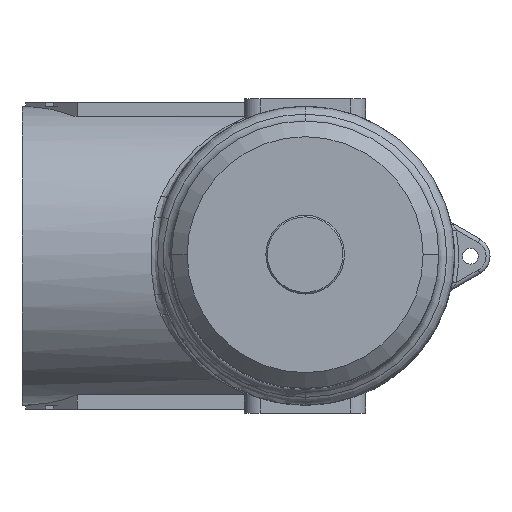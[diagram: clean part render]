
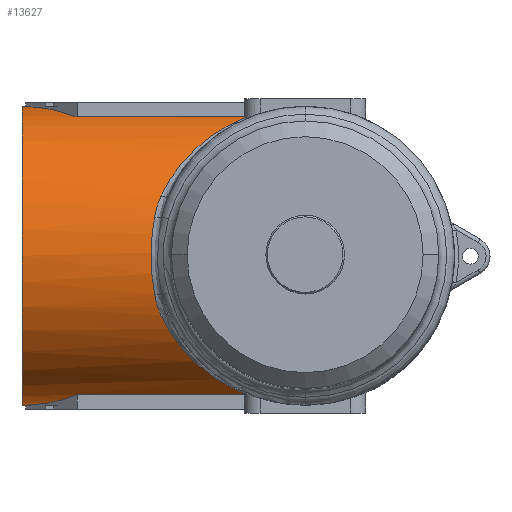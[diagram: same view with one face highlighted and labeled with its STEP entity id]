
A CAD part, top view. The second image highlights one B-rep face of the part: STEP entity #13627.
In plain terms, the highlighted cylindrical face has radius 19 mm (diameter 38 mm), a partial arc.
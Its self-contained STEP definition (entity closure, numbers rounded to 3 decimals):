
#13484=CARTESIAN_POINT('',(-36.,0.,0.));
#13485=DIRECTION('',(1.,0.,0.));
#13486=DIRECTION('',(-0.,1.,0.));
#13487=AXIS2_PLACEMENT_3D('',#13484,#13485,#13486);
#13488=CYLINDRICAL_SURFACE('',#13487,19.);
#13489=CARTESIAN_POINT('',(-19.143,4.939,18.347));
#13490=VERTEX_POINT('',#13489);
#13491=CARTESIAN_POINT('',(-18.336,7.588,17.419));
#13492=VERTEX_POINT('',#13491);
#13493=CARTESIAN_POINT('',(-19.143,4.939,18.347));
#13494=CARTESIAN_POINT('',(-18.971,5.872,18.096));
#13495=CARTESIAN_POINT('',(-18.717,6.757,17.781));
#13496=CARTESIAN_POINT('',(-18.336,7.588,17.419));
#13497=B_SPLINE_CURVE_WITH_KNOTS('',3,(#13493,#13494,#13495,#13496),.UNSPECIFIED.,.F.,.F.,(4,4),(0.,0.003),.UNSPECIFIED.);
#13498=EDGE_CURVE('NONE',#13490,#13492,#13497,.T.);
#13499=ORIENTED_EDGE('',*,*,#13498,.T.);
#13500=CARTESIAN_POINT('',(-7.664,17.55,7.281));
#13501=VERTEX_POINT('',#13500);
#13502=CARTESIAN_POINT('',(-18.336,7.588,17.419));
#13503=CARTESIAN_POINT('',(-17.838,8.674,16.946));
#13504=CARTESIAN_POINT('',(-17.223,9.735,16.362));
#13505=CARTESIAN_POINT('',(-16.499,10.739,15.674));
#13506=CARTESIAN_POINT('',(-15.774,11.744,14.985));
#13507=CARTESIAN_POINT('',(-14.94,12.691,14.193));
#13508=CARTESIAN_POINT('',(-14.018,13.552,13.317));
#13509=CARTESIAN_POINT('',(-13.095,14.414,12.44));
#13510=CARTESIAN_POINT('',(-12.083,15.189,11.479));
#13511=CARTESIAN_POINT('',(-11.014,15.86,10.463));
#13512=CARTESIAN_POINT('',(-9.944,16.53,9.447));
#13513=CARTESIAN_POINT('',(-8.816,17.096,8.375));
#13514=CARTESIAN_POINT('',(-7.664,17.55,7.281));
#13515=B_SPLINE_CURVE_WITH_KNOTS('',3,(#13502,#13503,#13504,#13505,#13506,#13507,#13508,#13509,#13510,#13511,#13512,#13513,#13514),.UNSPECIFIED.,.F.,.F.,(4,3,3,3,4),(3.552,3.744,3.936,4.127,4.319),.UNSPECIFIED.);
#13516=EDGE_CURVE('NONE',#13492,#13501,#13515,.T.);
#13517=ORIENTED_EDGE('',*,*,#13516,.T.);
#13518=CARTESIAN_POINT('',(-7.713,17.664,7.));
#13519=VERTEX_POINT('',#13518);
#13520=CARTESIAN_POINT('',(-7.664,17.55,7.281));
#13521=CARTESIAN_POINT('',(-7.687,17.588,7.189));
#13522=CARTESIAN_POINT('',(-7.703,17.626,7.095));
#13523=CARTESIAN_POINT('',(-7.713,17.664,7.));
#13524=B_SPLINE_CURVE_WITH_KNOTS('',3,(#13520,#13521,#13522,#13523),.UNSPECIFIED.,.F.,.F.,(4,4),(0.006,0.006),.UNSPECIFIED.);
#13525=EDGE_CURVE('NONE',#13501,#13519,#13524,.T.);
#13526=ORIENTED_EDGE('',*,*,#13525,.T.);
#13527=CARTESIAN_POINT('',(-29.,17.664,7.));
#13528=VERTEX_POINT('',#13527);
#13529=CARTESIAN_POINT('',(-29.,17.664,7.));
#13530=DIRECTION('',(1.,0.,0.));
#13531=VECTOR('',#13530,21.287);
#13532=LINE('',#13529,#13531);
#13533=EDGE_CURVE('NONE',#13528,#13519,#13532,.T.);
#13534=ORIENTED_EDGE('',*,*,#13533,.F.);
#13535=CARTESIAN_POINT('',(-36.,19.,-0.));
#13536=VERTEX_POINT('',#13535);
#13537=CARTESIAN_POINT('',(-29.,17.664,7.));
#13538=CARTESIAN_POINT('',(-31.235,18.549,4.765));
#13539=CARTESIAN_POINT('',(-33.596,19.,2.404));
#13540=CARTESIAN_POINT('',(-36.,19.,-0.));
#13541=(BOUNDED_CURVE()
B_SPLINE_CURVE(3,(#13537,#13538,#13539,#13540),.UNSPECIFIED.,.F.,.F.)
B_SPLINE_CURVE_WITH_KNOTS((4,4),(1.193,1.571),.UNSPECIFIED.)
CURVE()
GEOMETRIC_REPRESENTATION_ITEM()
RATIONAL_B_SPLINE_CURVE((1.,0.988,0.988,1.))
REPRESENTATION_ITEM(''));
#13542=EDGE_CURVE('NONE',#13528,#13536,#13541,.T.);
#13543=ORIENTED_EDGE('',*,*,#13542,.T.);
#13544=CARTESIAN_POINT('',(-36.,-19.,0.));
#13545=VERTEX_POINT('',#13544);
#13546=CARTESIAN_POINT('',(-36.,0.,0.));
#13547=DIRECTION('',(1.,0.,0.));
#13548=DIRECTION('',(-0.,1.,0.));
#13549=AXIS2_PLACEMENT_3D('',#13546,#13547,#13548);
#13550=CIRCLE('',#13549,19.);
#13551=EDGE_CURVE('NONE',#13536,#13545,#13550,.T.);
#13552=ORIENTED_EDGE('',*,*,#13551,.T.);
#13553=CARTESIAN_POINT('',(-29.,-17.664,7.));
#13554=VERTEX_POINT('',#13553);
#13555=CARTESIAN_POINT('',(-36.,-19.,-0.));
#13556=CARTESIAN_POINT('',(-33.596,-19.,2.404));
#13557=CARTESIAN_POINT('',(-31.235,-18.549,4.765));
#13558=CARTESIAN_POINT('',(-29.,-17.664,7.));
#13559=(BOUNDED_CURVE()
B_SPLINE_CURVE(3,(#13555,#13556,#13557,#13558),.UNSPECIFIED.,.F.,.F.)
B_SPLINE_CURVE_WITH_KNOTS((4,4),(4.712,5.09),.UNSPECIFIED.)
CURVE()
GEOMETRIC_REPRESENTATION_ITEM()
RATIONAL_B_SPLINE_CURVE((1.,0.988,0.988,1.))
REPRESENTATION_ITEM(''));
#13560=EDGE_CURVE('NONE',#13545,#13554,#13559,.T.);
#13561=ORIENTED_EDGE('',*,*,#13560,.T.);
#13562=CARTESIAN_POINT('',(-7.713,-17.664,7.));
#13563=VERTEX_POINT('',#13562);
#13564=CARTESIAN_POINT('',(-7.713,-17.664,7.));
#13565=DIRECTION('',(-1.,-0.,-0.));
#13566=VECTOR('',#13565,21.287);
#13567=LINE('',#13564,#13566);
#13568=EDGE_CURVE('NONE',#13563,#13554,#13567,.T.);
#13569=ORIENTED_EDGE('',*,*,#13568,.F.);
#13570=CARTESIAN_POINT('',(-7.664,-17.55,7.281));
#13571=VERTEX_POINT('',#13570);
#13572=CARTESIAN_POINT('',(-7.713,-17.664,7.));
#13573=CARTESIAN_POINT('',(-7.704,-17.626,7.094));
#13574=CARTESIAN_POINT('',(-7.687,-17.588,7.189));
#13575=CARTESIAN_POINT('',(-7.664,-17.55,7.281));
#13576=B_SPLINE_CURVE_WITH_KNOTS('',3,(#13572,#13573,#13574,#13575),.UNSPECIFIED.,.F.,.F.,(4,4),(0.007,0.007),.UNSPECIFIED.);
#13577=EDGE_CURVE('NONE',#13563,#13571,#13576,.T.);
#13578=ORIENTED_EDGE('',*,*,#13577,.T.);
#13579=CARTESIAN_POINT('',(-18.336,-7.588,17.419));
#13580=VERTEX_POINT('',#13579);
#13581=CARTESIAN_POINT('',(-7.664,-17.55,7.281));
#13582=CARTESIAN_POINT('',(-8.816,-17.096,8.375));
#13583=CARTESIAN_POINT('',(-9.944,-16.53,9.447));
#13584=CARTESIAN_POINT('',(-11.014,-15.86,10.463));
#13585=CARTESIAN_POINT('',(-12.083,-15.189,11.479));
#13586=CARTESIAN_POINT('',(-13.095,-14.414,12.44));
#13587=CARTESIAN_POINT('',(-14.018,-13.552,13.317));
#13588=CARTESIAN_POINT('',(-14.94,-12.691,14.193));
#13589=CARTESIAN_POINT('',(-15.774,-11.744,14.985));
#13590=CARTESIAN_POINT('',(-16.499,-10.739,15.674));
#13591=CARTESIAN_POINT('',(-17.223,-9.735,16.362));
#13592=CARTESIAN_POINT('',(-17.838,-8.674,16.946));
#13593=CARTESIAN_POINT('',(-18.336,-7.588,17.419));
#13594=B_SPLINE_CURVE_WITH_KNOTS('',3,(#13581,#13582,#13583,#13584,#13585,#13586,#13587,#13588,#13589,#13590,#13591,#13592,#13593),.UNSPECIFIED.,.F.,.F.,(4,3,3,3,4),(1.964,2.156,2.347,2.539,2.731),.UNSPECIFIED.);
#13595=EDGE_CURVE('NONE',#13571,#13580,#13594,.T.);
#13596=ORIENTED_EDGE('',*,*,#13595,.T.);
#13597=CARTESIAN_POINT('',(-19.143,-4.939,18.347));
#13598=VERTEX_POINT('',#13597);
#13599=CARTESIAN_POINT('',(-18.336,-7.588,17.419));
#13600=CARTESIAN_POINT('',(-18.717,-6.757,17.781));
#13601=CARTESIAN_POINT('',(-18.971,-5.872,18.096));
#13602=CARTESIAN_POINT('',(-19.143,-4.939,18.347));
#13603=B_SPLINE_CURVE_WITH_KNOTS('',3,(#13599,#13600,#13601,#13602),.UNSPECIFIED.,.F.,.F.,(4,4),(0.,0.003),.UNSPECIFIED.);
#13604=EDGE_CURVE('NONE',#13580,#13598,#13603,.T.);
#13605=ORIENTED_EDGE('',*,*,#13604,.T.);
#13606=CARTESIAN_POINT('',(-19.143,-4.939,18.347));
#13607=CARTESIAN_POINT('',(-19.292,-4.136,18.563));
#13608=CARTESIAN_POINT('',(-19.402,-3.324,18.725));
#13609=CARTESIAN_POINT('',(-19.475,-2.503,18.834));
#13610=CARTESIAN_POINT('',(-19.548,-1.681,18.944));
#13611=CARTESIAN_POINT('',(-19.585,-0.851,19.));
#13612=CARTESIAN_POINT('',(-19.585,-0.01,19.));
#13613=CARTESIAN_POINT('',(-19.585,0.41,19.));
#13614=CARTESIAN_POINT('',(-19.576,0.833,18.986));
#13615=CARTESIAN_POINT('',(-19.558,1.251,18.959));
#13616=CARTESIAN_POINT('',(-19.54,1.67,18.931));
#13617=CARTESIAN_POINT('',(-19.512,2.085,18.89));
#13618=CARTESIAN_POINT('',(-19.476,2.497,18.835));
#13619=CARTESIAN_POINT('',(-19.402,3.323,18.726));
#13620=CARTESIAN_POINT('',(-19.292,4.136,18.563));
#13621=CARTESIAN_POINT('',(-19.143,4.939,18.347));
#13622=B_SPLINE_CURVE_WITH_KNOTS('',3,(#13606,#13607,#13608,#13609,#13610,#13611,#13612,#13613,#13614,#13615,#13616,#13617,#13618,#13619,#13620,#13621),.UNSPECIFIED.,.F.,.F.,(4,3,3,3,3,4),(0.,0.002,0.005,0.006,0.007,0.01),.UNSPECIFIED.);
#13623=EDGE_CURVE('NONE',#13598,#13490,#13622,.T.);
#13624=ORIENTED_EDGE('',*,*,#13623,.T.);
#13625=EDGE_LOOP('',(#13499,#13517,#13526,#13534,#13543,#13552,#13561,#13569,#13578,#13596,#13605,#13624));
#13626=FACE_BOUND('',#13625,.T.);
#13627=ADVANCED_FACE('NONE',(#13626),#13488,.T.);
